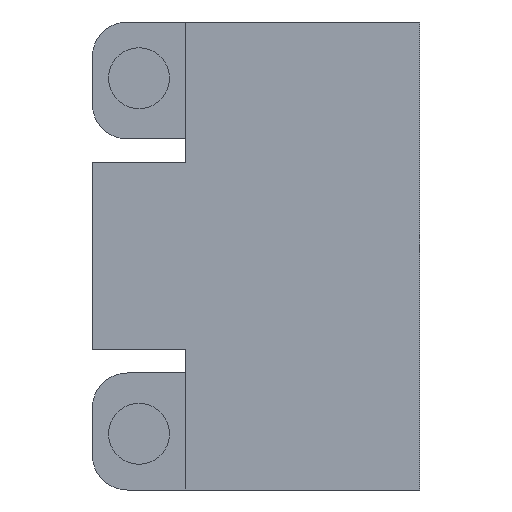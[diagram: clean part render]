
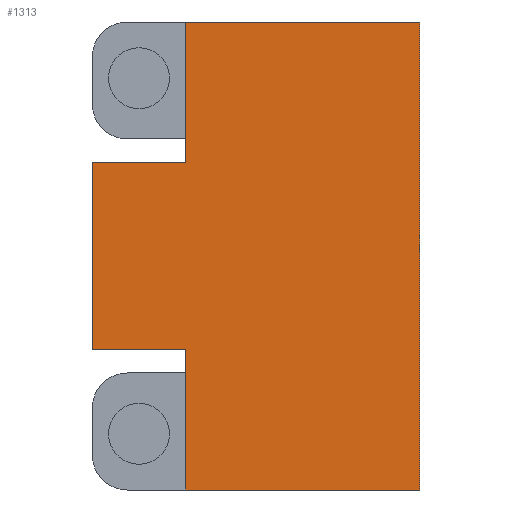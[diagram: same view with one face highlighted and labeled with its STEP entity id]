
A CAD part, front view. The second image highlights one B-rep face of the part: STEP entity #1313.
In plain terms, the highlighted planar face has unit normal (0, -1, 0).
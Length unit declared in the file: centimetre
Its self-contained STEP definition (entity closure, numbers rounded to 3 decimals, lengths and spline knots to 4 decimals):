
#55=PLANE('',#1418);
#92=LINE('',#1856,#232);
#96=LINE('',#1864,#236);
#144=LINE('',#2010,#284);
#146=LINE('',#2013,#286);
#149=LINE('',#2017,#289);
#170=LINE('',#2062,#310);
#173=LINE('',#2067,#313);
#175=LINE('',#2071,#315);
#232=VECTOR('',#1497,1.);
#236=VECTOR('',#1501,1.);
#284=VECTOR('',#1641,1.);
#286=VECTOR('',#1645,1.);
#289=VECTOR('',#1650,1.);
#310=VECTOR('',#1689,1.);
#313=VECTOR('',#1694,1.);
#315=VECTOR('',#1700,1.);
#433=FACE_OUTER_BOUND('',#524,.T.);
#524=EDGE_LOOP('',(#1129,#1130,#1131,#1132,#1133,#1134,#1135,#1136));
#612=VERTEX_POINT('',#1853);
#613=VERTEX_POINT('',#1855);
#616=VERTEX_POINT('',#1861);
#617=VERTEX_POINT('',#1863);
#668=VERTEX_POINT('',#2007);
#669=VERTEX_POINT('',#2009);
#684=VERTEX_POINT('',#2060);
#685=VERTEX_POINT('',#2065);
#742=EDGE_CURVE('',#613,#612,#92,.T.);
#746=EDGE_CURVE('',#617,#616,#96,.T.);
#816=EDGE_CURVE('',#668,#669,#144,.T.);
#818=EDGE_CURVE('',#669,#616,#146,.T.);
#821=EDGE_CURVE('',#668,#613,#149,.T.);
#842=EDGE_CURVE('',#612,#684,#170,.T.);
#845=EDGE_CURVE('',#684,#685,#173,.T.);
#847=EDGE_CURVE('',#685,#617,#175,.T.);
#1129=ORIENTED_EDGE('',*,*,#842,.T.);
#1130=ORIENTED_EDGE('',*,*,#845,.T.);
#1131=ORIENTED_EDGE('',*,*,#847,.T.);
#1132=ORIENTED_EDGE('',*,*,#746,.T.);
#1133=ORIENTED_EDGE('',*,*,#818,.F.);
#1134=ORIENTED_EDGE('',*,*,#816,.F.);
#1135=ORIENTED_EDGE('',*,*,#821,.T.);
#1136=ORIENTED_EDGE('',*,*,#742,.T.);
#1313=ADVANCED_FACE('',(#433),#55,.F.);
#1418=AXIS2_PLACEMENT_3D('',#2070,#1698,#1699);
#1497=DIRECTION('',(0.,0.,-1.));
#1501=DIRECTION('',(0.,0.,-1.));
#1641=DIRECTION('',(0.,0.,1.));
#1645=DIRECTION('',(1.,0.,0.));
#1650=DIRECTION('',(1.,0.,0.));
#1689=DIRECTION('',(1.,0.,0.));
#1694=DIRECTION('',(0.,0.,1.));
#1698=DIRECTION('center_axis',(0.,1.,0.));
#1699=DIRECTION('ref_axis',(0.,0.,-1.));
#1700=DIRECTION('',(-1.,0.,0.));
#1853=CARTESIAN_POINT('',(0.,0.,-5.));
#1855=CARTESIAN_POINT('',(0.,0.,-2.));
#1856=CARTESIAN_POINT('',(0.,0.,0.));
#1861=CARTESIAN_POINT('',(0.,0.,2.));
#1863=CARTESIAN_POINT('',(0.,0.,5.));
#1864=CARTESIAN_POINT('',(0.,0.,0.));
#2007=CARTESIAN_POINT('',(-2.,0.,-2.));
#2009=CARTESIAN_POINT('',(-2.,0.,2.));
#2010=CARTESIAN_POINT('',(-2.,0.,0.));
#2013=CARTESIAN_POINT('',(-1.,0.,2.));
#2017=CARTESIAN_POINT('',(-1.,0.,-2.));
#2060=CARTESIAN_POINT('',(5.,0.,-5.));
#2062=CARTESIAN_POINT('',(2.5,0.,-5.));
#2065=CARTESIAN_POINT('',(5.,0.,5.));
#2067=CARTESIAN_POINT('',(5.,0.,0.));
#2070=CARTESIAN_POINT('Origin',(2.5,0.,0.));
#2071=CARTESIAN_POINT('',(2.5,0.,5.));
